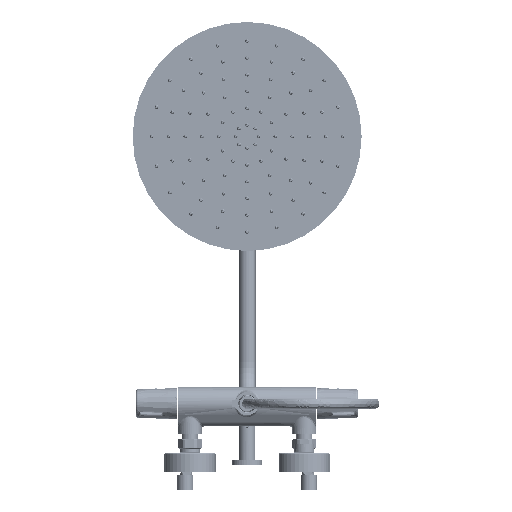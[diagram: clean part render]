
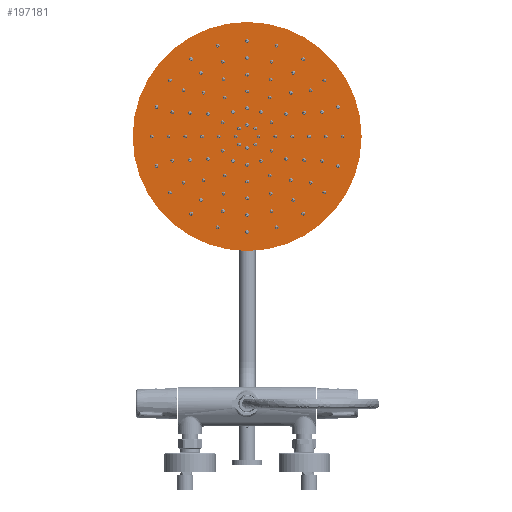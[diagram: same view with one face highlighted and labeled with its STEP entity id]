
A CAD part, front view. The second image highlights one B-rep face of the part: STEP entity #197181.
In plain terms, the highlighted planar face has unit normal (0, -1, 0).
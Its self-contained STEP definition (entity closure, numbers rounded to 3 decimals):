
#7784 = CARTESIAN_POINT ( 'NONE',  ( 0., 1078.581, 350. ) ) ;
#9693 = CARTESIAN_POINT ( 'NONE',  ( 0., 1078.581, 350. ) ) ;
#17612 = AXIS2_PLACEMENT_3D ( 'NONE', #9693, #183077, #120151 ) ;
#23236 = PLANE ( 'NONE',  #97040 ) ;
#33711 = EDGE_CURVE ( 'NONE', #104568, #177839, #200103, .T. ) ;
#39149 = EDGE_CURVE ( 'NONE', #177839, #104568, #53854, .T. ) ;
#41680 = CARTESIAN_POINT ( 'NONE',  ( 0., 1078.581, 200. ) ) ;
#45059 = AXIS2_PLACEMENT_3D ( 'NONE', #112885, #67418, #145858 ) ;
#53854 = CIRCLE ( 'NONE', #17612, 150. ) ;
#67418 = DIRECTION ( 'NONE',  ( 0., -1., 0. ) ) ;
#77338 = EDGE_LOOP ( 'NONE', ( #108159, #141227 ) ) ;
#97040 = AXIS2_PLACEMENT_3D ( 'NONE', #7784, #149187, #99719 ) ;
#99719 = DIRECTION ( 'NONE',  ( 0., 0., 1. ) ) ;
#104568 = VERTEX_POINT ( 'NONE', #156768 ) ;
#108159 = ORIENTED_EDGE ( 'NONE', *, *, #39149, .T. ) ;
#112885 = CARTESIAN_POINT ( 'NONE',  ( 0., 1078.581, 350. ) ) ;
#120151 = DIRECTION ( 'NONE',  ( 0., 0., -1. ) ) ;
#141227 = ORIENTED_EDGE ( 'NONE', *, *, #33711, .T. ) ;
#145858 = DIRECTION ( 'NONE',  ( 0., 0., -1. ) ) ;
#149187 = DIRECTION ( 'NONE',  ( 0., 1., 0. ) ) ;
#156768 = CARTESIAN_POINT ( 'NONE',  ( 0., 1078.581, 500. ) ) ;
#177839 = VERTEX_POINT ( 'NONE', #41680 ) ;
#180161 = FACE_OUTER_BOUND ( 'NONE', #77338, .T. ) ;
#183077 = DIRECTION ( 'NONE',  ( 0., -1., 0. ) ) ;
#197181 = ADVANCED_FACE ( 'NONE', ( #180161 ), #23236, .F. ) ;
#200103 = CIRCLE ( 'NONE', #45059, 150. ) ;
